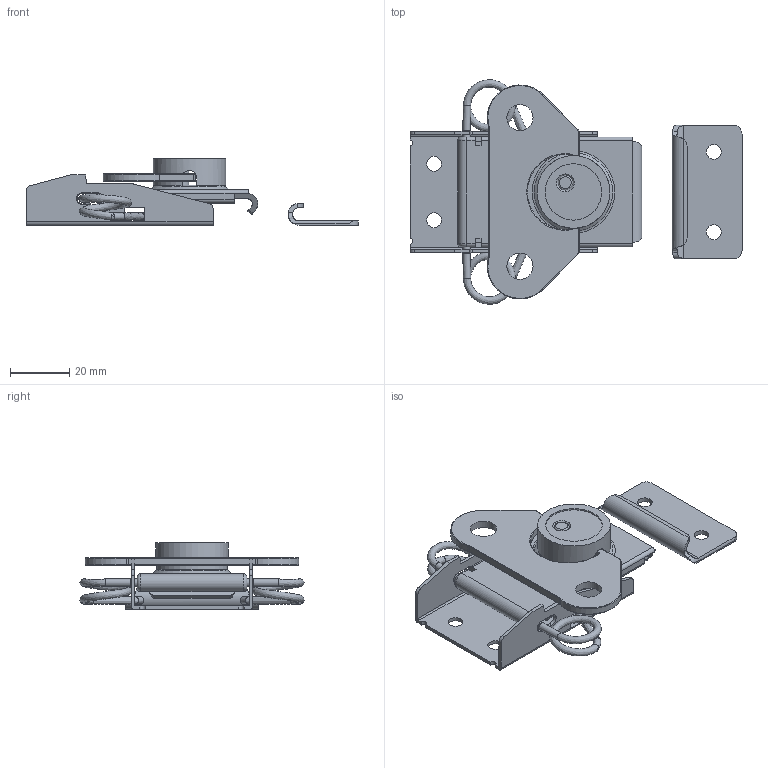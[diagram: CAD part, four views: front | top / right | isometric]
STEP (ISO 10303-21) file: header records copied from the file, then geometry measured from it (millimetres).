
FILE_DESCRIPTION(/* description */ (''),/* implementation_level */ '2;1');
FILE_NAME(/* name */ 'DR_C-M32.stp',/* time_stamp */ '2023-05-18T11:40:12+09:00',/* author */ ('user'),/* organization */ (''),/* preprocessor_version */ 'ST-DEVELOPER v15.6',/* originating_system */ 'Autodesk Inventor 2015',/* authorisation */ '');
FILE_SCHEMA (('AUTOMOTIVE_DESIGN { 1 0 10303 214 3 1 1 }'));
Length unit declared in the file: millimetre
Products named in the file (6): DR_C-M32; DR_C-M32-C; DR_C-M32-CA; DR_C-M32-H; DR_C-M32-B
Bounding box: 111.7 x 75.5 x 22.5 mm (x, y, z)
Volume: 23070 mm3; surface area: 29352 mm2
Topology: 8 solids, 8 shells, 229 faces, 608 edges, 392 vertices
Faces by surface type: plane 95, cylinder 86, bspline 23, torus 23, cone 2
Full cylindrical faces by diameter (mm): 5 x8, 8.8 x2, 19 x1, 24.5 x1
Entity records: 8965 total; most frequent: CARTESIAN_POINT 3146, DIRECTION 1182, ORIENTED_EDGE 1178, EDGE_CURVE 589, AXIS2_PLACEMENT_3D 440, VERTEX_POINT 390, LINE 302, VECTOR 302
